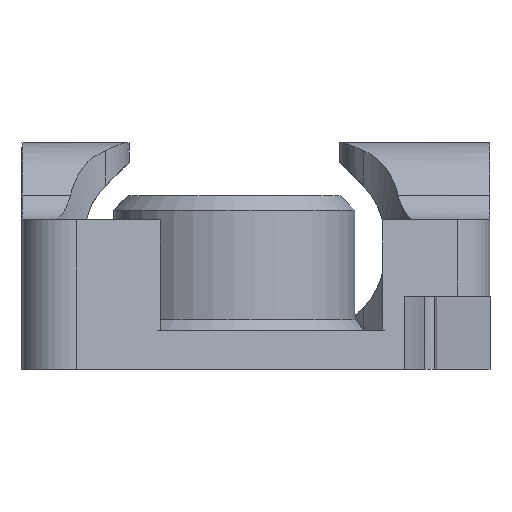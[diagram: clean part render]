
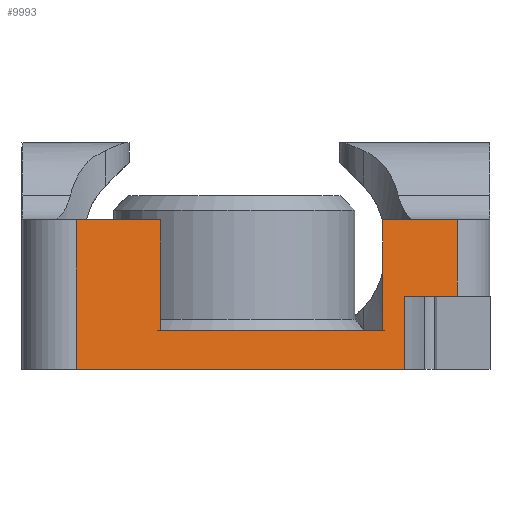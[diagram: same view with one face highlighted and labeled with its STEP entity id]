
A CAD part, left-side view. The second image highlights one B-rep face of the part: STEP entity #9993.
In plain terms, the highlighted planar face has unit normal (-0.969, -0.249, 0).
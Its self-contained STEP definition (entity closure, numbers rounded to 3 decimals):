
#1254=PLANE('',#10356);
#1793=FACE_OUTER_BOUND('',#2387,.T.);
#2387=EDGE_LOOP('',(#9382,#9383,#9384,#9385,#9386,#9387,#9388,#9389,#9390,
#9391));
#2422=LINE('',#11884,#3090);
#2424=LINE('',#11893,#3092);
#2951=LINE('',#19562,#3619);
#3002=LINE('',#20389,#3670);
#3017=LINE('',#20848,#3685);
#3027=LINE('',#20996,#3695);
#3044=LINE('',#21067,#3712);
#3049=LINE('',#21090,#3717);
#3052=LINE('',#21097,#3720);
#3056=LINE('',#21105,#3724);
#3090=VECTOR('',#10493,10.);
#3092=VECTOR('',#10503,10.);
#3619=VECTOR('',#11236,10.);
#3670=VECTOR('',#11465,10.);
#3685=VECTOR('',#11516,10.);
#3695=VECTOR('',#11598,10.);
#3712=VECTOR('',#11681,10.);
#3717=VECTOR('',#11700,10.);
#3720=VECTOR('',#11711,10.);
#3724=VECTOR('',#11723,10.);
#3909=VERTEX_POINT('',#11878);
#3911=VERTEX_POINT('',#11882);
#3914=VERTEX_POINT('',#11891);
#4693=VERTEX_POINT('',#19561);
#4788=VERTEX_POINT('',#20386);
#4789=VERTEX_POINT('',#20388);
#4824=VERTEX_POINT('',#20845);
#4825=VERTEX_POINT('',#20847);
#4858=VERTEX_POINT('',#21066);
#4859=VERTEX_POINT('',#21088);
#4923=EDGE_CURVE('',#3909,#3911,#2422,.T.);
#4928=EDGE_CURVE('',#3911,#3914,#2424,.T.);
#6096=EDGE_CURVE('',#4693,#3909,#2951,.T.);
#6234=EDGE_CURVE('',#4789,#4788,#3002,.T.);
#6285=EDGE_CURVE('',#4824,#4825,#3017,.T.);
#6326=EDGE_CURVE('',#4789,#4824,#3027,.T.);
#6356=EDGE_CURVE('',#4858,#4825,#3044,.T.);
#6364=EDGE_CURVE('',#4788,#4859,#3049,.T.);
#6367=EDGE_CURVE('',#3914,#4858,#3052,.T.);
#6371=EDGE_CURVE('',#4693,#4859,#3056,.T.);
#9382=ORIENTED_EDGE('',*,*,#4928,.T.);
#9383=ORIENTED_EDGE('',*,*,#6367,.T.);
#9384=ORIENTED_EDGE('',*,*,#6356,.T.);
#9385=ORIENTED_EDGE('',*,*,#6285,.F.);
#9386=ORIENTED_EDGE('',*,*,#6326,.F.);
#9387=ORIENTED_EDGE('',*,*,#6234,.T.);
#9388=ORIENTED_EDGE('',*,*,#6364,.T.);
#9389=ORIENTED_EDGE('',*,*,#6371,.F.);
#9390=ORIENTED_EDGE('',*,*,#6096,.T.);
#9391=ORIENTED_EDGE('',*,*,#4923,.T.);
#9993=ADVANCED_FACE('',(#1793),#1254,.T.);
#10356=AXIS2_PLACEMENT_3D('',#21104,#11721,#11722);
#10493=DIRECTION('',(0.,0.,1.));
#10503=DIRECTION('',(0.249,-0.969,0.));
#11236=DIRECTION('',(0.249,-0.969,0.));
#11465=DIRECTION('',(0.,0.,1.));
#11516=DIRECTION('',(0.,0.,1.));
#11598=DIRECTION('',(0.249,-0.969,0.));
#11681=DIRECTION('',(-0.249,0.969,0.));
#11700=DIRECTION('',(-0.249,0.969,0.));
#11711=DIRECTION('',(0.,0.,1.));
#11721=DIRECTION('center_axis',(-0.969,-0.249,0.));
#11722=DIRECTION('ref_axis',(0.249,-0.969,0.));
#11723=DIRECTION('',(0.,0.,1.));
#11878=CARTESIAN_POINT('',(-31.421,-17.623,0.));
#11882=CARTESIAN_POINT('',(-31.421,-17.623,7.6));
#11884=CARTESIAN_POINT('',(-31.421,-17.623,0.));
#11891=CARTESIAN_POINT('',(-30.008,-23.12,7.6));
#11893=CARTESIAN_POINT('',(-37.228,4.978,7.6));
#19561=CARTESIAN_POINT('',(-40.158,16.38,0.));
#19562=CARTESIAN_POINT('',(-40.158,16.38,0.));
#20386=CARTESIAN_POINT('',(-37.923,7.682,15.5));
#20388=CARTESIAN_POINT('',(-37.923,7.682,4.));
#20389=CARTESIAN_POINT('',(-37.923,7.682,0.));
#20845=CARTESIAN_POINT('',(-32.,-15.371,4.));
#20847=CARTESIAN_POINT('',(-32.,-15.371,15.5));
#20848=CARTESIAN_POINT('',(-32.,-15.371,0.));
#20996=CARTESIAN_POINT('',(-40.158,16.38,4.));
#21066=CARTESIAN_POINT('',(-30.008,-23.12,15.5));
#21067=CARTESIAN_POINT('',(-35.277,-2.618,15.5));
#21088=CARTESIAN_POINT('',(-40.158,16.38,15.5));
#21090=CARTESIAN_POINT('',(-35.277,-2.618,15.5));
#21097=CARTESIAN_POINT('',(-30.008,-23.12,0.));
#21104=CARTESIAN_POINT('Origin',(-40.158,16.38,0.));
#21105=CARTESIAN_POINT('',(-40.158,16.38,0.));
